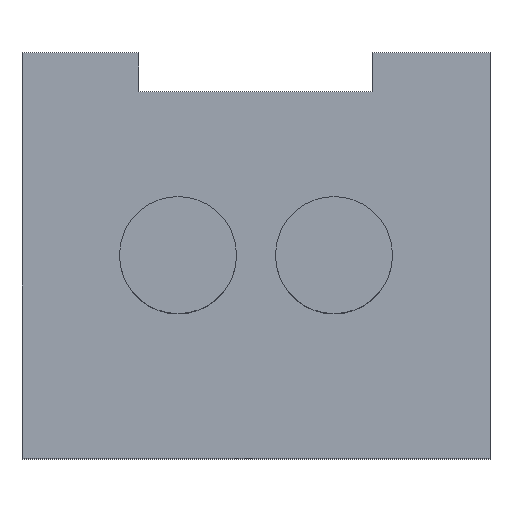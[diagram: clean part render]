
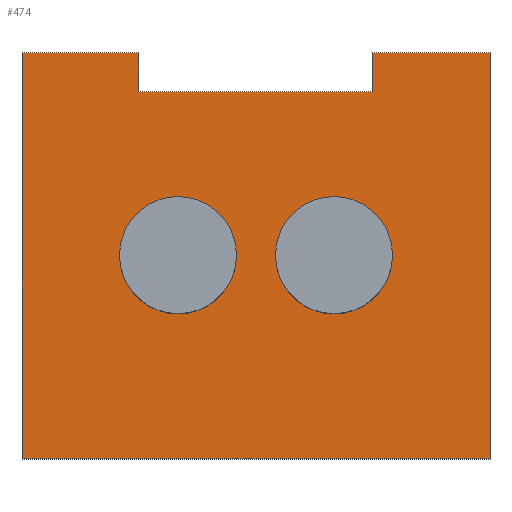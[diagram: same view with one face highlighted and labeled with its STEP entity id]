
A CAD part, top view. The second image highlights one B-rep face of the part: STEP entity #474.
In plain terms, the highlighted planar face has unit normal (0, 0, 1).
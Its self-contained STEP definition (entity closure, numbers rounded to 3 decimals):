
#85=DIRECTION('',(0.,-1.,0.));
#86=VECTOR('',#85,0.5);
#87=CARTESIAN_POINT('',(-1.5,2.6,8.));
#88=LINE('',#87,#86);
#89=DIRECTION('',(1.,0.,0.));
#90=VECTOR('',#89,3.);
#91=CARTESIAN_POINT('',(-1.5,2.1,8.));
#92=LINE('',#91,#90);
#93=DIRECTION('',(0.,-1.,0.));
#94=VECTOR('',#93,0.5);
#95=CARTESIAN_POINT('',(1.5,2.6,8.));
#96=LINE('',#95,#94);
#97=DIRECTION('',(-1.,0.,0.));
#98=VECTOR('',#97,1.5);
#99=CARTESIAN_POINT('',(3.,2.6,8.));
#100=LINE('',#99,#98);
#101=DIRECTION('',(0.,1.,0.));
#102=VECTOR('',#101,5.2);
#103=CARTESIAN_POINT('',(3.,-2.6,8.));
#104=LINE('',#103,#102);
#105=DIRECTION('',(1.,0.,0.));
#106=VECTOR('',#105,6.);
#107=CARTESIAN_POINT('',(-3.,-2.6,8.));
#108=LINE('',#107,#106);
#109=DIRECTION('',(0.,-1.,0.));
#110=VECTOR('',#109,5.2);
#111=CARTESIAN_POINT('',(-3.,2.6,8.));
#112=LINE('',#111,#110);
#113=DIRECTION('',(-1.,0.,0.));
#114=VECTOR('',#113,1.5);
#115=CARTESIAN_POINT('',(-1.5,2.6,8.));
#116=LINE('',#115,#114);
#117=CARTESIAN_POINT('',(-1.,0.,8.));
#118=DIRECTION('',(0.,0.,1.));
#119=DIRECTION('',(1.,0.,0.));
#120=AXIS2_PLACEMENT_3D('',#117,#118,#119);
#122=CARTESIAN_POINT('',(-1.,0.,8.));
#123=DIRECTION('',(0.,0.,1.));
#124=DIRECTION('',(-1.,0.,0.));
#125=AXIS2_PLACEMENT_3D('',#122,#123,#124);
#127=CARTESIAN_POINT('',(1.,0.,8.));
#128=DIRECTION('',(0.,0.,1.));
#129=DIRECTION('',(1.,0.,0.));
#130=AXIS2_PLACEMENT_3D('',#127,#128,#129);
#132=CARTESIAN_POINT('',(1.,0.,8.));
#133=DIRECTION('',(0.,0.,1.));
#134=DIRECTION('',(-1.,0.,0.));
#135=AXIS2_PLACEMENT_3D('',#132,#133,#134);
#257=CARTESIAN_POINT('',(-3.,2.6,8.));
#258=CARTESIAN_POINT('',(-3.,-2.6,8.));
#259=VERTEX_POINT('',#257);
#260=VERTEX_POINT('',#258);
#261=CARTESIAN_POINT('',(3.,-2.6,8.));
#262=VERTEX_POINT('',#261);
#263=CARTESIAN_POINT('',(3.,2.6,8.));
#264=VERTEX_POINT('',#263);
#273=CARTESIAN_POINT('',(-1.5,2.6,8.));
#274=CARTESIAN_POINT('',(-1.5,2.1,8.));
#275=VERTEX_POINT('',#273);
#276=VERTEX_POINT('',#274);
#277=CARTESIAN_POINT('',(1.5,2.1,8.));
#278=VERTEX_POINT('',#277);
#279=CARTESIAN_POINT('',(1.5,2.6,8.));
#280=VERTEX_POINT('',#279);
#289=CARTESIAN_POINT('',(-0.25,0.,8.));
#290=CARTESIAN_POINT('',(-1.75,0.,8.));
#291=VERTEX_POINT('',#289);
#292=VERTEX_POINT('',#290);
#293=CARTESIAN_POINT('',(1.75,0.,8.));
#294=CARTESIAN_POINT('',(0.25,0.,8.));
#295=VERTEX_POINT('',#293);
#296=VERTEX_POINT('',#294);
#444=CARTESIAN_POINT('',(0.,0.,8.));
#445=DIRECTION('',(0.,0.,1.));
#446=DIRECTION('',(1.,0.,0.));
#447=AXIS2_PLACEMENT_3D('',#444,#445,#446);
#448=PLANE('',#447);
#449=ORIENTED_EDGE('',*,*,#381,.T.);
#450=ORIENTED_EDGE('',*,*,#396,.T.);
#451=ORIENTED_EDGE('',*,*,#410,.F.);
#452=ORIENTED_EDGE('',*,*,#439,.F.);
#454=ORIENTED_EDGE('',*,*,#453,.F.);
#456=ORIENTED_EDGE('',*,*,#455,.F.);
#458=ORIENTED_EDGE('',*,*,#457,.F.);
#459=ORIENTED_EDGE('',*,*,#422,.F.);
#460=EDGE_LOOP('',(#449,#450,#451,#452,#454,#456,#458,#459));
#461=FACE_OUTER_BOUND('',#460,.F.);
#463=ORIENTED_EDGE('',*,*,#462,.T.);
#465=ORIENTED_EDGE('',*,*,#464,.T.);
#466=EDGE_LOOP('',(#463,#465));
#467=FACE_BOUND('',#466,.F.);
#469=ORIENTED_EDGE('',*,*,#468,.T.);
#471=ORIENTED_EDGE('',*,*,#470,.T.);
#472=EDGE_LOOP('',(#469,#471));
#473=FACE_BOUND('',#472,.F.);
#474=ADVANCED_FACE('',(#461,#467,#473),#448,.T.);
#121=CIRCLE('',#120,0.75);
#126=CIRCLE('',#125,0.75);
#131=CIRCLE('',#130,0.75);
#136=CIRCLE('',#135,0.75);
#381=EDGE_CURVE('',#275,#276,#88,.T.);
#396=EDGE_CURVE('',#276,#278,#92,.T.);
#410=EDGE_CURVE('',#280,#278,#96,.T.);
#422=EDGE_CURVE('',#275,#259,#116,.T.);
#439=EDGE_CURVE('',#264,#280,#100,.T.);
#453=EDGE_CURVE('',#262,#264,#104,.T.);
#455=EDGE_CURVE('',#260,#262,#108,.T.);
#457=EDGE_CURVE('',#259,#260,#112,.T.);
#462=EDGE_CURVE('',#291,#292,#121,.T.);
#464=EDGE_CURVE('',#292,#291,#126,.T.);
#468=EDGE_CURVE('',#295,#296,#131,.T.);
#470=EDGE_CURVE('',#296,#295,#136,.T.);
